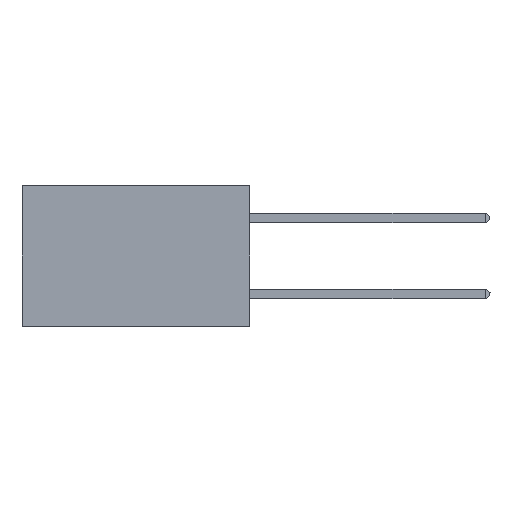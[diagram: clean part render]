
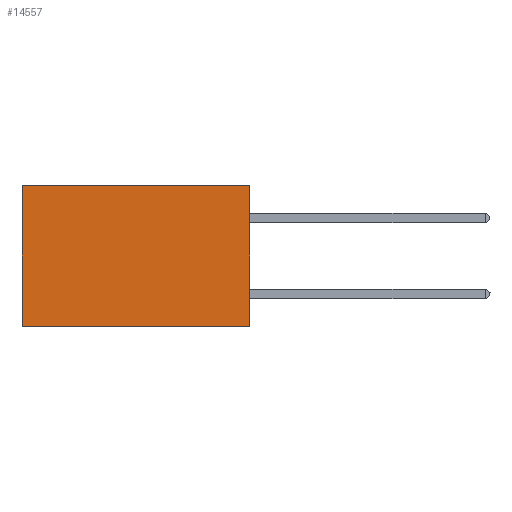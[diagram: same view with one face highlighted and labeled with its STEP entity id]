
A CAD part, left-side view. The second image highlights one B-rep face of the part: STEP entity #14557.
In plain terms, the highlighted planar face has unit normal (-1, 0, 0).
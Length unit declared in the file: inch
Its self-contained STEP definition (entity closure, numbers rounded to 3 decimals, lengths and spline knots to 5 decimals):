
#388 = PLANE ( 'NONE',  #24491 ) ;
#4333 = CARTESIAN_POINT ( 'NONE',  ( 0.2875, 0., 0. ) ) ;
#5430 = EDGE_LOOP ( 'NONE', ( #8504, #12024, #26758, #21911 ) ) ;
#5614 = EDGE_CURVE ( 'NONE', #5787, #7386, #24848, .T. ) ;
#5787 = VERTEX_POINT ( 'NONE', #10726 ) ;
#5819 = VERTEX_POINT ( 'NONE', #21346 ) ;
#6791 = DIRECTION ( 'NONE',  ( 0., 0., -1. ) ) ;
#7386 = VERTEX_POINT ( 'NONE', #21270 ) ;
#7746 = CARTESIAN_POINT ( 'NONE',  ( 0.2875, 0.6, -0.37 ) ) ;
#8503 = CARTESIAN_POINT ( 'NONE',  ( 0.2875, 0., -0.37 ) ) ;
#8504 = ORIENTED_EDGE ( 'NONE', *, *, #26112, .T. ) ;
#10726 = CARTESIAN_POINT ( 'NONE',  ( 0.2875, 0., 0. ) ) ;
#10914 = VECTOR ( 'NONE', #23144, 39.37008 ) ;
#12024 = ORIENTED_EDGE ( 'NONE', *, *, #13145, .F. ) ;
#12639 = DIRECTION ( 'NONE',  ( 0., 0., -1. ) ) ;
#13145 = EDGE_CURVE ( 'NONE', #5819, #14983, #16451, .T. ) ;
#13295 = FACE_OUTER_BOUND ( 'NONE', #5430, .T. ) ;
#13511 = LINE ( 'NONE', #24211, #25431 ) ;
#14557 = ADVANCED_FACE ( 'NONE', ( #13295 ), #388, .F. ) ;
#14983 = VERTEX_POINT ( 'NONE', #7746 ) ;
#15424 = CARTESIAN_POINT ( 'NONE',  ( 0.2875, 0., 0. ) ) ;
#16451 = LINE ( 'NONE', #8503, #18108 ) ;
#16979 = EDGE_CURVE ( 'NONE', #5787, #5819, #13511, .T. ) ;
#17614 = DIRECTION ( 'NONE',  ( 1., 0., 0. ) ) ;
#17957 = VECTOR ( 'NONE', #12639, 39.37008 ) ;
#18108 = VECTOR ( 'NONE', #21694, 39.37008 ) ;
#21270 = CARTESIAN_POINT ( 'NONE',  ( 0.2875, 0.6, 0. ) ) ;
#21346 = CARTESIAN_POINT ( 'NONE',  ( 0.2875, 0., -0.37 ) ) ;
#21694 = DIRECTION ( 'NONE',  ( 0., 1., 0. ) ) ;
#21911 = ORIENTED_EDGE ( 'NONE', *, *, #5614, .T. ) ;
#22207 = DIRECTION ( 'NONE',  ( 0., 0., -1. ) ) ;
#22714 = LINE ( 'NONE', #25949, #17957 ) ;
#23144 = DIRECTION ( 'NONE',  ( 0., 1., 0. ) ) ;
#24211 = CARTESIAN_POINT ( 'NONE',  ( 0.2875, 0., 0. ) ) ;
#24491 = AXIS2_PLACEMENT_3D ( 'NONE', #15424, #17614, #6791 ) ;
#24848 = LINE ( 'NONE', #4333, #10914 ) ;
#25431 = VECTOR ( 'NONE', #22207, 39.37008 ) ;
#25949 = CARTESIAN_POINT ( 'NONE',  ( 0.2875, 0.6, 0. ) ) ;
#26112 = EDGE_CURVE ( 'NONE', #7386, #14983, #22714, .T. ) ;
#26758 = ORIENTED_EDGE ( 'NONE', *, *, #16979, .F. ) ;
